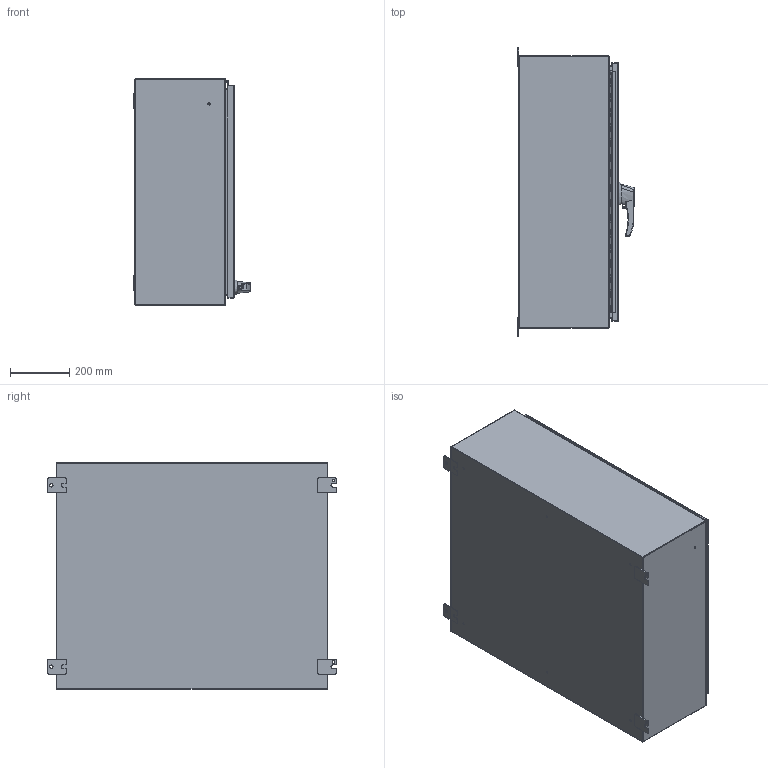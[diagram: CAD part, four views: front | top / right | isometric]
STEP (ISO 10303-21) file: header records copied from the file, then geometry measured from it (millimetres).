
FILE_DESCRIPTION (( 'STEP AP214' ), '1' );
FILE_NAME ('HW363012SSHK.STEP', '2019-08-09T14:21:30', ( '' ), ( '' ), 'SwSTEP 2.0', 'SolidWorks 2018', '' );
FILE_SCHEMA (( 'AUTOMOTIVE_DESIGN' ));
Length unit declared in the file: inch
Products named in the file (1): HW363012SSHK
Bounding box: 392.43 x 971.55 x 762 mm (x, y, z)
Volume: 5433571.3 mm3; surface area: 5670696.7 mm2
Topology: 46 solids, 47 shells, 1508 faces, 3825 edges, 2449 vertices
Faces by surface type: plane 721, cylinder 629, bspline 115, cone 43
Entity records: 104350 total; most frequent: CARTESIAN_POINT 48458, ORIENTED_EDGE 7634, DIRECTION 7216, EDGE_CURVE 3817, AXIS2_PLACEMENT_3D 2504, VERTEX_POINT 2449, VECTOR 2208, LINE 2208
